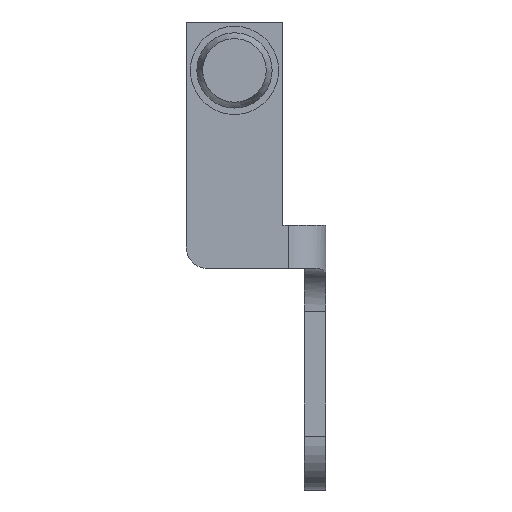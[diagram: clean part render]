
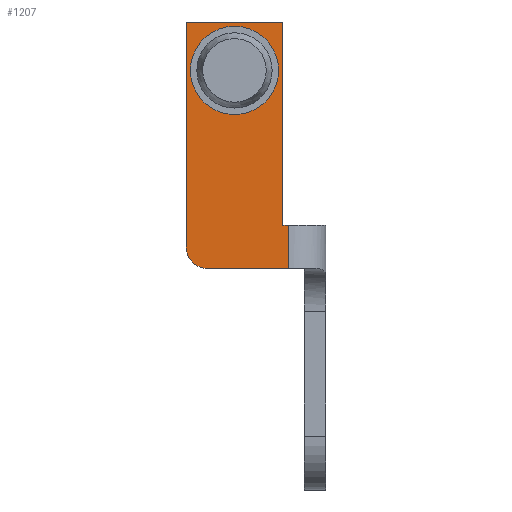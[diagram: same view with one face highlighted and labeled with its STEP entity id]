
A CAD part, left-side view. The second image highlights one B-rep face of the part: STEP entity #1207.
In plain terms, the highlighted planar face has unit normal (-1, 0, 0).
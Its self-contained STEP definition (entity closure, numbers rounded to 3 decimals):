
#1207=ADVANCED_FACE('',(#1569,#1570),#1346,.T.);
#1346=PLANE('',#4122);
#1498=CIRCLE('',#4113,2.);
#1501=CIRCLE('',#4121,4.1);
#1569=FACE_BOUND('',#1681,.T.);
#1570=FACE_BOUND('',#1682,.T.);
#1681=EDGE_LOOP('',(#2108));
#1682=EDGE_LOOP('',(#2109,#2110,#2111,#2112,#2113,#2114,#2115));
#2108=ORIENTED_EDGE('',*,*,#3041,.F.);
#2109=ORIENTED_EDGE('',*,*,#3040,.T.);
#2110=ORIENTED_EDGE('',*,*,#3039,.F.);
#2111=ORIENTED_EDGE('',*,*,#3025,.T.);
#2112=ORIENTED_EDGE('',*,*,#3028,.T.);
#2113=ORIENTED_EDGE('',*,*,#3030,.T.);
#2114=ORIENTED_EDGE('',*,*,#3032,.T.);
#2115=ORIENTED_EDGE('',*,*,#3035,.T.);
#2731=VERTEX_POINT('',#5461);
#2732=VERTEX_POINT('',#5462);
#2733=VERTEX_POINT('',#5467);
#2734=VERTEX_POINT('',#5471);
#2735=VERTEX_POINT('',#5475);
#2737=VERTEX_POINT('',#5480);
#2738=VERTEX_POINT('',#5490);
#2739=VERTEX_POINT('',#5496);
#3025=EDGE_CURVE('',#2731,#2732,#3362,.T.);
#3028=EDGE_CURVE('',#2732,#2733,#3365,.T.);
#3030=EDGE_CURVE('',#2733,#2734,#3367,.T.);
#3032=EDGE_CURVE('',#2734,#2735,#1498,.T.);
#3035=EDGE_CURVE('',#2735,#2737,#3370,.T.);
#3039=EDGE_CURVE('',#2731,#2738,#3372,.T.);
#3040=EDGE_CURVE('',#2737,#2738,#3373,.T.);
#3041=EDGE_CURVE('',#2739,#2739,#1501,.T.);
#3362=LINE('',#5460,#3666);
#3365=LINE('',#5466,#3669);
#3367=LINE('',#5470,#3671);
#3370=LINE('',#5481,#3674);
#3372=LINE('',#5491,#3676);
#3373=LINE('',#5493,#3677);
#3666=VECTOR('',#4537,1.);
#3669=VECTOR('',#4542,1.);
#3671=VECTOR('',#4546,1.);
#3674=VECTOR('',#4557,1.);
#3676=VECTOR('',#4565,1.);
#3677=VECTOR('',#4568,1.);
#4113=AXIS2_PLACEMENT_3D('',#5474,#4550,#4551);
#4121=AXIS2_PLACEMENT_3D('',#5495,#4571,#4572);
#4122=AXIS2_PLACEMENT_3D('',#5497,#4573,#4574);
#4537=DIRECTION('',(0.,0.,1.));
#4542=DIRECTION('',(0.,1.,0.));
#4546=DIRECTION('',(0.,0.,-1.));
#4550=DIRECTION('',(-1.,0.,0.));
#4551=DIRECTION('',(0.,1.,0.));
#4557=DIRECTION('',(0.,-1.,0.));
#4565=DIRECTION('',(0.,-1.,0.));
#4568=DIRECTION('',(0.,0.,1.));
#4571=DIRECTION('',(-1.,0.,0.));
#4572=DIRECTION('',(0.,0.,1.));
#4573=DIRECTION('',(-1.,0.,0.));
#4574=DIRECTION('',(0.,0.,1.));
#5460=CARTESIAN_POINT('',(-18.5,-4.5,-14.4));
#5461=CARTESIAN_POINT('',(-18.5,-4.5,-14.4));
#5462=CARTESIAN_POINT('',(-18.5,-4.5,4.5));
#5466=CARTESIAN_POINT('',(-18.5,-4.5,4.5));
#5467=CARTESIAN_POINT('',(-18.5,4.5,4.5));
#5470=CARTESIAN_POINT('',(-18.5,4.5,4.5));
#5471=CARTESIAN_POINT('',(-18.5,4.5,-16.4));
#5474=CARTESIAN_POINT('',(-18.5,2.5,-16.4));
#5475=CARTESIAN_POINT('',(-18.5,2.5,-18.4));
#5480=CARTESIAN_POINT('',(-18.5,-5.,-18.4));
#5481=CARTESIAN_POINT('',(-18.5,2.5,-18.4));
#5490=CARTESIAN_POINT('',(-18.5,-5.,-14.4));
#5491=CARTESIAN_POINT('',(-18.5,-4.5,-14.4));
#5493=CARTESIAN_POINT('',(-18.5,-5.,-18.4));
#5495=CARTESIAN_POINT('',(-18.5,0.,0.));
#5496=CARTESIAN_POINT('',(-18.5,0.,4.1));
#5497=CARTESIAN_POINT('',(-18.5,-5.36,-20.285));
